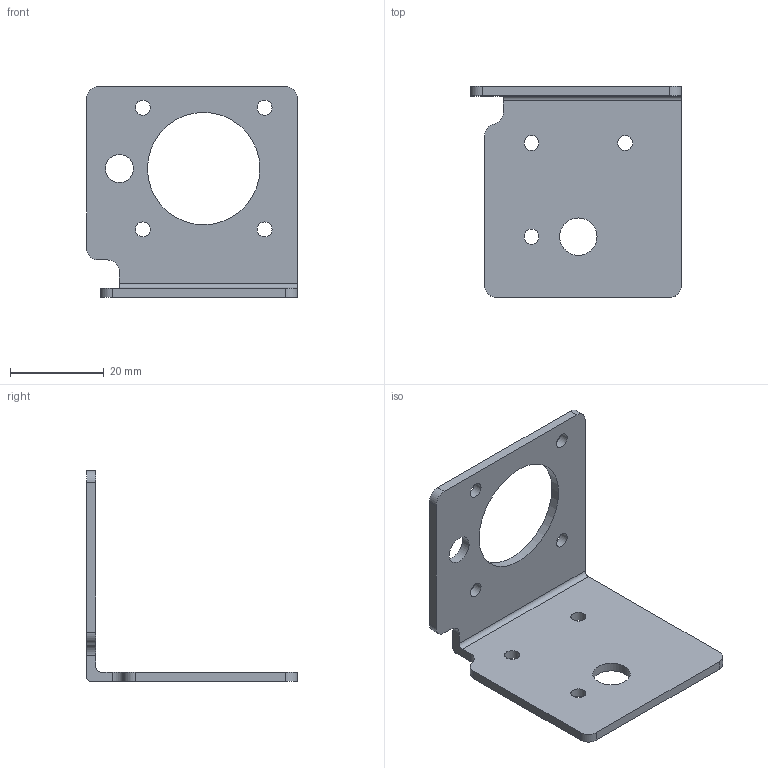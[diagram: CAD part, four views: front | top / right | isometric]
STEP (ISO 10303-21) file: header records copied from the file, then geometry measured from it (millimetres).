
FILE_DESCRIPTION(/* description */ (''),/* implementation_level */ '2;1');
FILE_NAME(/* name */ 'z_motor_MT.stp',/* time_stamp */ '2015-03-03T21:03:43+09:00',/* author */ (''),/* organization */ (''),/* preprocessor_version */ 'ST-DEVELOPER v16',/* originating_system */ 'Autodesk Translator Framework v4.0.0.4510',/* authorisation */ '');
FILE_SCHEMA (('AUTOMOTIVE_DESIGN { 1 0 10303 214 3 1 1 }'));
Length unit declared in the file: centimetre
Products named in the file (1): z_motor_left v9
Bounding box: 45 x 45 x 45 mm (x, y, z)
Volume: 6317.2 mm3; surface area: 7195.1 mm2
Topology: 1 solids, 1 shells, 31 faces, 87 edges, 58 vertices
Faces by surface type: cylinder 20, plane 11
Full cylindrical faces by diameter (mm): 3.2 x7, 6 x1, 8 x1, 24 x1
Entity records: 1035 total; most frequent: DIRECTION 181, CARTESIAN_POINT 167, ORIENTED_EDGE 154, EDGE_CURVE 77, AXIS2_PLACEMENT_3D 72, EDGE_LOOP 61, VERTEX_POINT 58, CIRCLE 40
